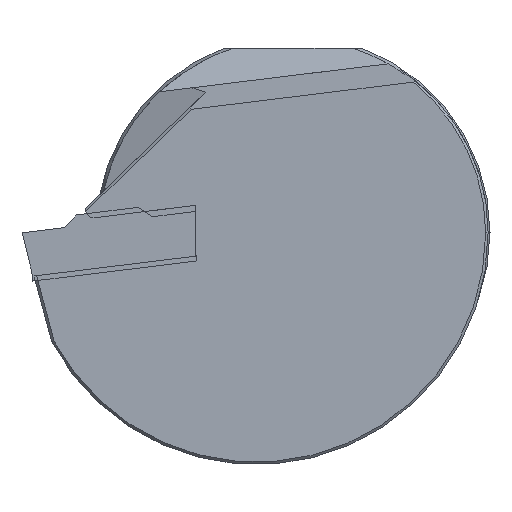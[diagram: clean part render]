
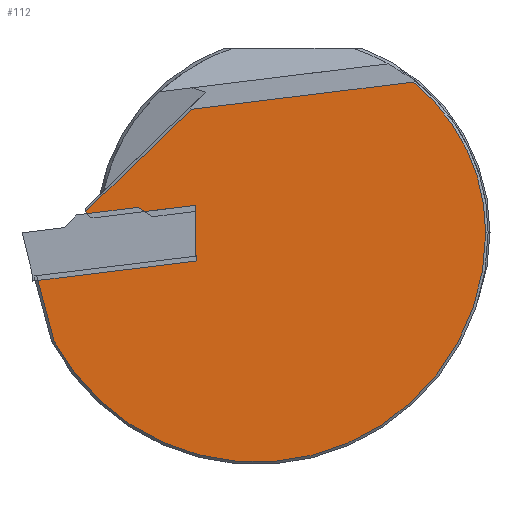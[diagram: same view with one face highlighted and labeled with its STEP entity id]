
A CAD part, left-side view. The second image highlights one B-rep face of the part: STEP entity #112.
In plain terms, the highlighted planar face has unit normal (-1, 0, 0).
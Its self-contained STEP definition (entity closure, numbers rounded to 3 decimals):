
#65=CIRCLE('',#820,18.625);
#66=CIRCLE('',#821,15.65);
#67=CIRCLE('',#822,0.6);
#112=ADVANCED_FACE('',(#185),#154,.F.);
#154=PLANE('',#823);
#185=FACE_OUTER_BOUND('',#226,.T.);
#226=EDGE_LOOP('',(#325,#326,#327,#328,#329,#330,#331,#332,#333));
#325=ORIENTED_EDGE('',*,*,#582,.T.);
#326=ORIENTED_EDGE('',*,*,#583,.T.);
#327=ORIENTED_EDGE('',*,*,#584,.T.);
#328=ORIENTED_EDGE('',*,*,#585,.T.);
#329=ORIENTED_EDGE('',*,*,#586,.T.);
#330=ORIENTED_EDGE('',*,*,#587,.T.);
#331=ORIENTED_EDGE('',*,*,#588,.T.);
#332=ORIENTED_EDGE('',*,*,#589,.T.);
#333=ORIENTED_EDGE('',*,*,#590,.T.);
#501=VERTEX_POINT('',#1165);
#502=VERTEX_POINT('',#1166);
#503=VERTEX_POINT('',#1168);
#504=VERTEX_POINT('',#1170);
#505=VERTEX_POINT('',#1172);
#506=VERTEX_POINT('',#1174);
#507=VERTEX_POINT('',#1176);
#508=VERTEX_POINT('',#1178);
#509=VERTEX_POINT('',#1180);
#582=EDGE_CURVE('',#501,#502,#685,.T.);
#583=EDGE_CURVE('',#502,#503,#686,.T.);
#584=EDGE_CURVE('',#503,#504,#65,.T.);
#585=EDGE_CURVE('',#504,#505,#66,.T.);
#586=EDGE_CURVE('',#505,#506,#687,.T.);
#587=EDGE_CURVE('',#506,#507,#688,.T.);
#588=EDGE_CURVE('',#507,#508,#67,.T.);
#589=EDGE_CURVE('',#508,#509,#689,.T.);
#590=EDGE_CURVE('',#509,#501,#690,.T.);
#685=LINE('',#1164,#760);
#686=LINE('',#1167,#761);
#687=LINE('',#1173,#762);
#688=LINE('',#1175,#763);
#689=LINE('',#1179,#764);
#690=LINE('',#1181,#765);
#760=VECTOR('',#943,1.);
#761=VECTOR('',#944,1.);
#762=VECTOR('',#949,1.);
#763=VECTOR('',#950,1.);
#764=VECTOR('',#953,1.);
#765=VECTOR('',#954,1.);
#820=AXIS2_PLACEMENT_3D('',#1169,#945,#946);
#821=AXIS2_PLACEMENT_3D('',#1171,#947,#948);
#822=AXIS2_PLACEMENT_3D('',#1177,#951,#952);
#823=AXIS2_PLACEMENT_3D('',#1182,#955,#956);
#943=DIRECTION('',(0.,0.993,-0.122));
#944=DIRECTION('',(0.,-0.259,-0.966));
#945=DIRECTION('',(-1.,0.,0.));
#946=DIRECTION('',(0.,0.,-1.));
#947=DIRECTION('',(-1.,0.,0.));
#948=DIRECTION('',(0.,0.,-1.));
#949=DIRECTION('',(0.,0.993,-0.122));
#950=DIRECTION('',(0.,0.719,-0.695));
#951=DIRECTION('',(-1.,0.,0.));
#952=DIRECTION('',(0.,0.,-1.));
#953=DIRECTION('',(0.,-0.993,0.122));
#954=DIRECTION('',(0.,0.,-1.));
#955=DIRECTION('',(1.,0.,0.));
#956=DIRECTION('',(0.,0.,-1.));
#1164=CARTESIAN_POINT('',(0.3,-23.263,1.931));
#1165=CARTESIAN_POINT('',(0.3,7.906,-1.896));
#1166=CARTESIAN_POINT('',(0.3,20.821,-3.482));
#1167=CARTESIAN_POINT('',(0.3,18.723,-11.314));
#1168=CARTESIAN_POINT('',(0.3,19.402,-8.777));
#1169=CARTESIAN_POINT('',(0.3,2.975,0.));
#1170=CARTESIAN_POINT('',(0.3,-15.65,0.));
#1171=CARTESIAN_POINT('',(0.3,0.,0.));
#1172=CARTESIAN_POINT('',(0.3,-9.757,12.236));
#1173=CARTESIAN_POINT('',(0.3,-24.274,14.019));
#1174=CARTESIAN_POINT('',(0.3,8.228,10.028));
#1175=CARTESIAN_POINT('',(0.3,-3.179,21.043));
#1176=CARTESIAN_POINT('',(0.3,16.82,1.73));
#1177=CARTESIAN_POINT('',(0.3,16.227,1.817));
#1178=CARTESIAN_POINT('',(0.3,16.153,1.222));
#1179=CARTESIAN_POINT('',(0.3,-22.763,6.));
#1180=CARTESIAN_POINT('',(0.3,7.906,2.234));
#1181=CARTESIAN_POINT('',(0.3,7.906,0.));
#1182=CARTESIAN_POINT('',(0.3,-23.5,0.));
